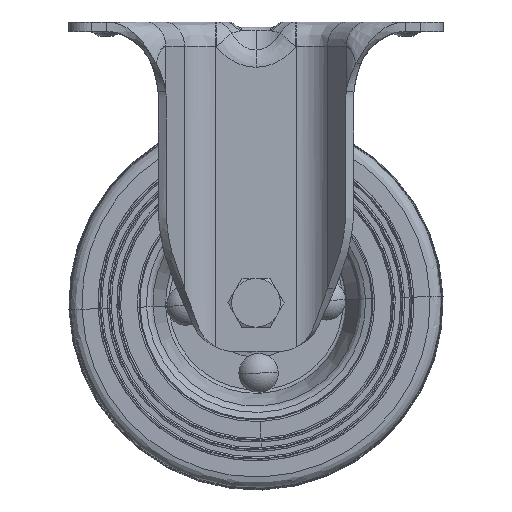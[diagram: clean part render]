
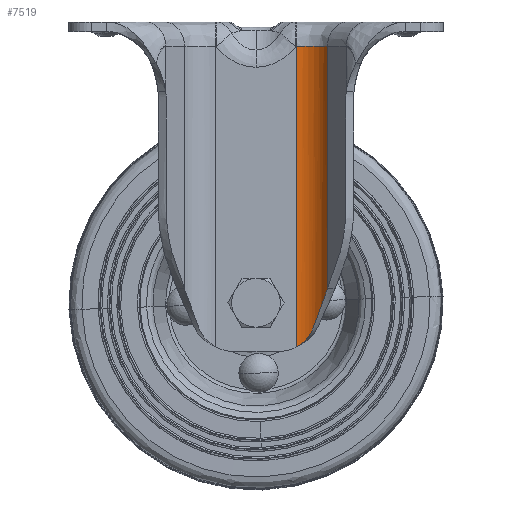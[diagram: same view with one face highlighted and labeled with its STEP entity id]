
A CAD part, top view. The second image highlights one B-rep face of the part: STEP entity #7519.
In plain terms, the highlighted cylindrical face has radius 10 mm (diameter 20 mm), a partial arc.
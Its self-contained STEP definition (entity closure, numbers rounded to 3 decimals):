
#581 = CARTESIAN_POINT ( 'NONE',  ( 15.939, -79.928, 24.894 ) ) ;
#586 = CARTESIAN_POINT ( 'NONE',  ( 19.089, 0., 27.843 ) ) ;
#615 = CYLINDRICAL_SURFACE ( 'NONE', #3981, 10. ) ;
#773 = CARTESIAN_POINT ( 'NONE',  ( 15.552, -81.004, 24.677 ) ) ;
#1192 = DIRECTION ( 'NONE',  ( 0., -1., 0. ) ) ;
#3680 = CARTESIAN_POINT ( 'NONE',  ( 16.588, -78.148, 25.308 ) ) ;
#3714 = FACE_OUTER_BOUND ( 'NONE', #21215, .T. ) ;
#3981 = AXIS2_PLACEMENT_3D ( 'NONE', #15964, #1192, #12844 ) ;
#4064 = CARTESIAN_POINT ( 'NONE',  ( 13.994, -84.02, 24.006 ) ) ;
#4459 = VERTEX_POINT ( 'NONE', #31537 ) ;
#5410 = AXIS2_PLACEMENT_3D ( 'NONE', #31369, #13515, #13708 ) ;
#6968 = VERTEX_POINT ( 'NONE', #14253 ) ;
#7519 = ADVANCED_FACE ( 'NONE', ( #3714 ), #615, .F. ) ;
#8634 = DIRECTION ( 'NONE',  ( 0., 1., 0. ) ) ;
#9099 = ORIENTED_EDGE ( 'NONE', *, *, #25479, .F. ) ;
#9318 = CARTESIAN_POINT ( 'NONE',  ( 17.358, -76.032, 25.906 ) ) ;
#9716 = CARTESIAN_POINT ( 'NONE',  ( 17.864, -74.642, 26.371 ) ) ;
#9906 = CARTESIAN_POINT ( 'NONE',  ( 19.089, -71.275, 27.843 ) ) ;
#10088 = CARTESIAN_POINT ( 'NONE',  ( 12.144, -85.926, 23.568 ) ) ;
#10783 = ORIENTED_EDGE ( 'NONE', *, *, #20620, .F. ) ;
#11971 = EDGE_CURVE ( 'NONE', #4459, #13313, #21132, .T. ) ;
#12222 = CARTESIAN_POINT ( 'NONE',  ( 18.608, -72.598, 27.187 ) ) ;
#12410 = CARTESIAN_POINT ( 'NONE',  ( 15.423, -81.363, 24.609 ) ) ;
#12810 = CARTESIAN_POINT ( 'NONE',  ( 13.258, -84.89, 23.792 ) ) ;
#12844 = DIRECTION ( 'NONE',  ( 1., 0., 0. ) ) ;
#12913 = VECTOR ( 'NONE', #35882, 1000. ) ;
#12994 = CARTESIAN_POINT ( 'NONE',  ( 12.989, -85.162, 23.729 ) ) ;
#13262 = VECTOR ( 'NONE', #8634, 1000. ) ;
#13313 = VERTEX_POINT ( 'NONE', #30778 ) ;
#13515 = DIRECTION ( 'NONE',  ( 0., -1., 0. ) ) ;
#13708 = DIRECTION ( 'NONE',  ( -0.034, 0., -0.999 ) ) ;
#13752 = B_SPLINE_CURVE_WITH_KNOTS ( 'NONE', 3,
 ( #9906, #24642, #12222, #27176, #9716, #9318, #33550, #3680, #15540, #581, #27748, #773, #12410, #36653, #24436, #24053, #33362, #4064, #21126, #12810, #12994, #10088, #21904, #32968 ),
 .UNSPECIFIED., .F., .F.,
 ( 4, 2, 2, 2, 2, 2, 2, 2, 2, 2, 2, 4 ),
 ( 0., 0.002, 0.005, 0.007, 0.009, 0.01, 0.012, 0.013, 0.014, 0.015, 0.016, 0.019 ),
 .UNSPECIFIED. ) ;
#14253 = CARTESIAN_POINT ( 'NONE',  ( 10.844, -6.5, 23.5 ) ) ;
#15540 = CARTESIAN_POINT ( 'NONE',  ( 16.33, -78.858, 25.134 ) ) ;
#15964 = CARTESIAN_POINT ( 'NONE',  ( 10.844, 0., 33.5 ) ) ;
#17196 = CARTESIAN_POINT ( 'NONE',  ( 10.843, 0., 23.5 ) ) ;
#18748 = ORIENTED_EDGE ( 'NONE', *, *, #27854, .F. ) ;
#20070 = LINE ( 'NONE', #17196, #13262 ) ;
#20620 = EDGE_CURVE ( 'NONE', #6968, #4459, #22742, .T. ) ;
#21126 = CARTESIAN_POINT ( 'NONE',  ( 13.761, -84.317, 23.932 ) ) ;
#21132 = LINE ( 'NONE', #586, #12913 ) ;
#21215 = EDGE_LOOP ( 'NONE', ( #10783, #18748, #9099, #22988 ) ) ;
#21904 = CARTESIAN_POINT ( 'NONE',  ( 11.525, -86.371, 23.5 ) ) ;
#22742 = CIRCLE ( 'NONE', #5410, 10. ) ;
#22988 = ORIENTED_EDGE ( 'NONE', *, *, #11971, .F. ) ;
#24053 = CARTESIAN_POINT ( 'NONE',  ( 14.621, -83.083, 24.239 ) ) ;
#24436 = CARTESIAN_POINT ( 'NONE',  ( 14.979, -82.419, 24.393 ) ) ;
#24642 = CARTESIAN_POINT ( 'NONE',  ( 18.851, -71.93, 27.495 ) ) ;
#25479 = EDGE_CURVE ( 'NONE', #13313, #31365, #13752, .T. ) ;
#27176 = CARTESIAN_POINT ( 'NONE',  ( 18.114, -73.954, 26.624 ) ) ;
#27748 = CARTESIAN_POINT ( 'NONE',  ( 15.809, -80.285, 24.819 ) ) ;
#27854 = EDGE_CURVE ( 'NONE', #31365, #6968, #20070, .T. ) ;
#30778 = CARTESIAN_POINT ( 'NONE',  ( 19.089, -71.275, 27.843 ) ) ;
#31365 = VERTEX_POINT ( 'NONE', #35070 ) ;
#31369 = CARTESIAN_POINT ( 'NONE',  ( 10.844, -6.5, 33.5 ) ) ;
#31537 = CARTESIAN_POINT ( 'NONE',  ( 19.089, -6.5, 27.843 ) ) ;
#32968 = CARTESIAN_POINT ( 'NONE',  ( 10.843, -86.749, 23.5 ) ) ;
#33362 = CARTESIAN_POINT ( 'NONE',  ( 14.424, -83.402, 24.16 ) ) ;
#33550 = CARTESIAN_POINT ( 'NONE',  ( 17.102, -76.735, 25.694 ) ) ;
#35070 = CARTESIAN_POINT ( 'NONE',  ( 10.843, -86.749, 23.5 ) ) ;
#35882 = DIRECTION ( 'NONE',  ( 0., -1., 0. ) ) ;
#36653 = CARTESIAN_POINT ( 'NONE',  ( 15.138, -82.072, 24.468 ) ) ;
